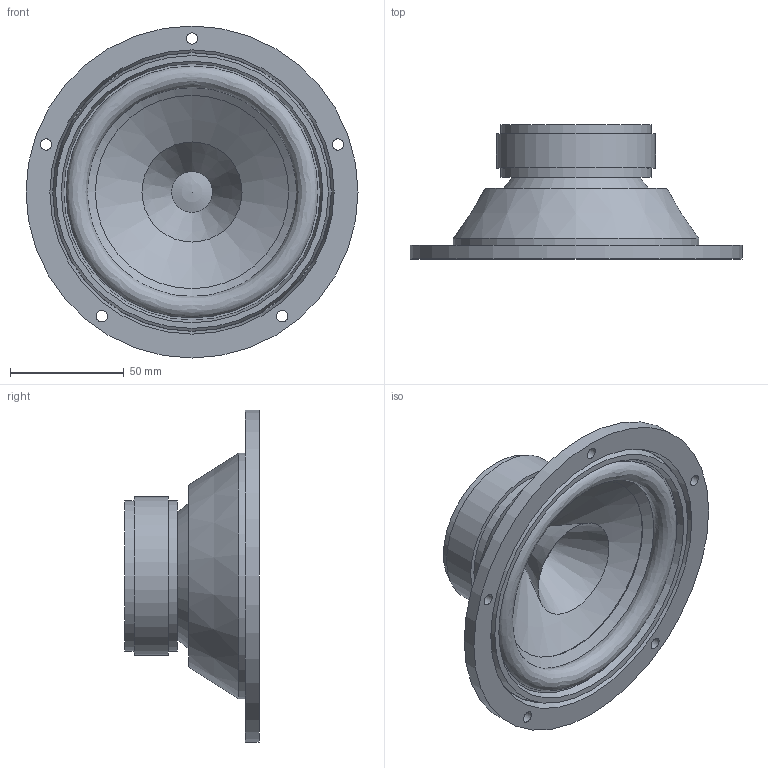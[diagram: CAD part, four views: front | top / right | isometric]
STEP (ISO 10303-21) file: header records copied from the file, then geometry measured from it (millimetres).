
FILE_DESCRIPTION(('FreeCAD Model'),'2;1');
FILE_NAME('Visaton_F130NG.step','2020-04-05T19:30:20',('Author'),(''), 'Open CASCADE STEP processor 6.8','FreeCAD','Unknown');
FILE_SCHEMA(('AUTOMOTIVE_DESIGN_CC2 { 1 2 10303 214 -1 1 5 4 }'));
Length unit declared in the file: millimetre
Products named in the file (1): Visaton_F130NG
Bounding box: 146 x 59 x 146 mm (x, y, z)
Volume: 246744.8 mm3; surface area: 61464.1 mm2
Topology: 1 solids, 1 shells, 32 faces, 59 edges, 37 vertices
Faces by surface type: plane 10, cone 10, cylinder 10, revolution 1, sphere 1
Full cylindrical faces by diameter (mm): 5 x5, 66 x2, 70 x1, 108 x1, 146 x1
Entity records: 1644 total; most frequent: CARTESIAN_POINT 335, DIRECTION 264, ORIENTED_EDGE 116, PCURVE 116, DEFINITIONAL_REPRESENTATION 116, LINE 107, VECTOR 107, AXIS2_PLACEMENT_3D 71
